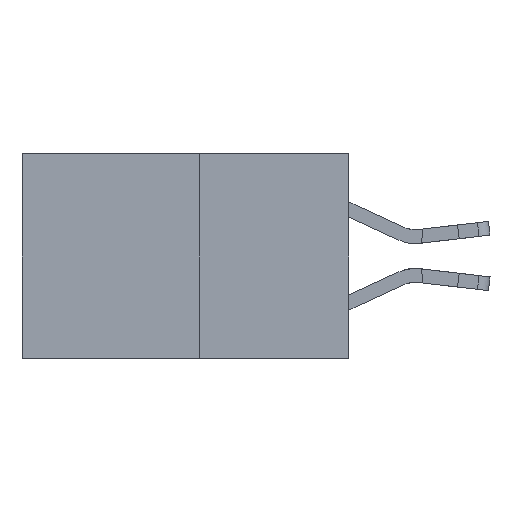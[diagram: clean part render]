
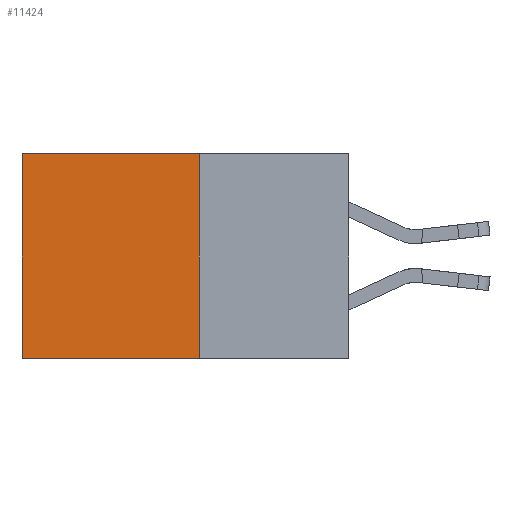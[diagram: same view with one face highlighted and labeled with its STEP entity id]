
A CAD part, left-side view. The second image highlights one B-rep face of the part: STEP entity #11424.
In plain terms, the highlighted planar face has unit normal (-1, 0, 0).
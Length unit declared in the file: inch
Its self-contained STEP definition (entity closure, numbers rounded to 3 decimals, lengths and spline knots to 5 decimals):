
#338 = VERTEX_POINT ( 'NONE', #15602 ) ;
#939 = LINE ( 'NONE', #21249, #24793 ) ;
#2512 = LINE ( 'NONE', #23417, #20241 ) ;
#3197 = EDGE_CURVE ( 'NONE', #12722, #13189, #26414, .T. ) ;
#3716 = AXIS2_PLACEMENT_3D ( 'NONE', #18877, #4999, #21126 ) ;
#4198 = ORIENTED_EDGE ( 'NONE', *, *, #4912, .F. ) ;
#4271 = EDGE_CURVE ( 'NONE', #10819, #13189, #18463, .T. ) ;
#4849 = DIRECTION ( 'NONE',  ( 0., 0., -1. ) ) ;
#4912 = EDGE_CURVE ( 'NONE', #338, #12722, #939, .T. ) ;
#4999 = DIRECTION ( 'NONE',  ( 1., 0., 0. ) ) ;
#5410 = VECTOR ( 'NONE', #11308, 39.37008 ) ;
#8094 = EDGE_LOOP ( 'NONE', ( #29376, #16620, #4198, #12075 ) ) ;
#8869 = VECTOR ( 'NONE', #22834, 39.37008 ) ;
#10819 = VERTEX_POINT ( 'NONE', #14675 ) ;
#11308 = DIRECTION ( 'NONE',  ( 0., 0., -1. ) ) ;
#11424 = ADVANCED_FACE ( 'NONE', ( #28950 ), #14249, .F. ) ;
#12075 = ORIENTED_EDGE ( 'NONE', *, *, #24149, .T. ) ;
#12722 = VERTEX_POINT ( 'NONE', #23466 ) ;
#13090 = CARTESIAN_POINT ( 'NONE',  ( 0.277, 0.27, -0.37 ) ) ;
#13189 = VERTEX_POINT ( 'NONE', #18105 ) ;
#14249 = PLANE ( 'NONE',  #3716 ) ;
#14675 = CARTESIAN_POINT ( 'NONE',  ( 0.277, 0.59, 0. ) ) ;
#15602 = CARTESIAN_POINT ( 'NONE',  ( 0.277, 0.27, 0. ) ) ;
#16620 = ORIENTED_EDGE ( 'NONE', *, *, #3197, .F. ) ;
#18105 = CARTESIAN_POINT ( 'NONE',  ( 0.277, 0.59, -0.37 ) ) ;
#18463 = LINE ( 'NONE', #29300, #5410 ) ;
#18877 = CARTESIAN_POINT ( 'NONE',  ( 0.277, 0.27, -0.37 ) ) ;
#20241 = VECTOR ( 'NONE', #21122, 39.37008 ) ;
#21122 = DIRECTION ( 'NONE',  ( 0., 1., 0. ) ) ;
#21126 = DIRECTION ( 'NONE',  ( 0., 0., -1. ) ) ;
#21249 = CARTESIAN_POINT ( 'NONE',  ( 0.277, 0.27, -0.37 ) ) ;
#22834 = DIRECTION ( 'NONE',  ( 0., 1., 0. ) ) ;
#23417 = CARTESIAN_POINT ( 'NONE',  ( 0.277, 0.27, 0. ) ) ;
#23466 = CARTESIAN_POINT ( 'NONE',  ( 0.277, 0.27, -0.37 ) ) ;
#24149 = EDGE_CURVE ( 'NONE', #338, #10819, #2512, .T. ) ;
#24793 = VECTOR ( 'NONE', #4849, 39.37008 ) ;
#26414 = LINE ( 'NONE', #13090, #8869 ) ;
#28950 = FACE_OUTER_BOUND ( 'NONE', #8094, .T. ) ;
#29300 = CARTESIAN_POINT ( 'NONE',  ( 0.277, 0.59, -0.37 ) ) ;
#29376 = ORIENTED_EDGE ( 'NONE', *, *, #4271, .T. ) ;
